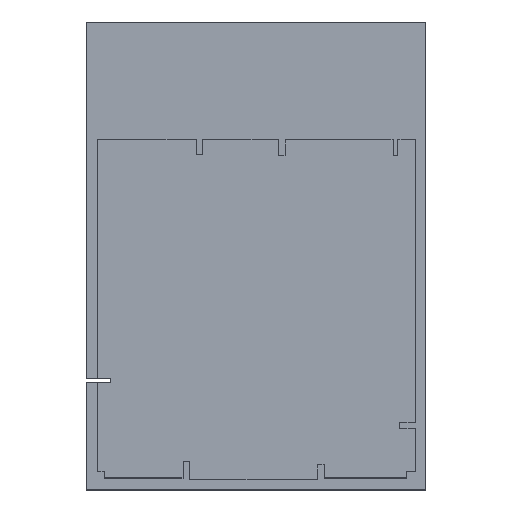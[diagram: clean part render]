
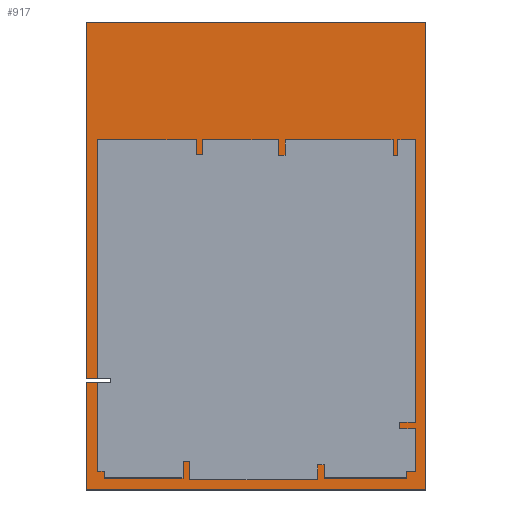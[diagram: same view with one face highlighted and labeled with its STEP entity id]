
A CAD part, top view. The second image highlights one B-rep face of the part: STEP entity #917.
In plain terms, the highlighted planar face has unit normal (0, 0, 1).
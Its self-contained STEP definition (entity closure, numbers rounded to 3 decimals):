
#25=FACE_OUTER_BOUND('',#73,.T.);
#73=EDGE_LOOP('',(#629,#630,#631,#632,#633,#634,#635,#636));
#113=LINE('',#1254,#245);
#117=LINE('',#1262,#249);
#120=LINE('',#1268,#252);
#123=LINE('',#1274,#255);
#126=LINE('',#1280,#258);
#129=LINE('',#1286,#261);
#132=LINE('',#1292,#264);
#135=LINE('',#1297,#267);
#245=VECTOR('',#1024,10.);
#249=VECTOR('',#1030,10.);
#252=VECTOR('',#1035,10.);
#255=VECTOR('',#1040,10.);
#258=VECTOR('',#1045,10.);
#261=VECTOR('',#1050,10.);
#264=VECTOR('',#1055,10.);
#267=VECTOR('',#1060,10.);
#377=VERTEX_POINT('',#1252);
#378=VERTEX_POINT('',#1253);
#381=VERTEX_POINT('',#1261);
#383=VERTEX_POINT('',#1267);
#385=VERTEX_POINT('',#1273);
#387=VERTEX_POINT('',#1279);
#389=VERTEX_POINT('',#1285);
#391=VERTEX_POINT('',#1291);
#465=EDGE_CURVE('',#377,#378,#113,.T.);
#469=EDGE_CURVE('',#381,#377,#117,.T.);
#472=EDGE_CURVE('',#383,#381,#120,.T.);
#475=EDGE_CURVE('',#385,#383,#123,.T.);
#478=EDGE_CURVE('',#387,#385,#126,.T.);
#481=EDGE_CURVE('',#389,#387,#129,.T.);
#484=EDGE_CURVE('',#391,#389,#132,.T.);
#487=EDGE_CURVE('',#378,#391,#135,.T.);
#629=ORIENTED_EDGE('',*,*,#487,.F.);
#630=ORIENTED_EDGE('',*,*,#465,.F.);
#631=ORIENTED_EDGE('',*,*,#469,.F.);
#632=ORIENTED_EDGE('',*,*,#472,.F.);
#633=ORIENTED_EDGE('',*,*,#475,.F.);
#634=ORIENTED_EDGE('',*,*,#478,.F.);
#635=ORIENTED_EDGE('',*,*,#481,.F.);
#636=ORIENTED_EDGE('',*,*,#484,.F.);
#869=PLANE('',#980);
#917=ADVANCED_FACE('',(#25),#869,.T.);
#980=AXIS2_PLACEMENT_3D('',#1299,#1062,#1063);
#1024=DIRECTION('',(1.,0.,0.));
#1030=DIRECTION('',(0.,1.,0.));
#1035=DIRECTION('',(-1.,0.,0.));
#1040=DIRECTION('',(0.,-1.,0.));
#1045=DIRECTION('',(1.,0.,0.));
#1050=DIRECTION('',(0.,1.,0.));
#1055=DIRECTION('',(-1.,0.,0.));
#1060=DIRECTION('',(0.,1.,0.));
#1062=DIRECTION('center_axis',(0.,0.,1.));
#1063=DIRECTION('ref_axis',(1.,0.,0.));
#1252=CARTESIAN_POINT('',(-5.152,-3.9,0.));
#1253=CARTESIAN_POINT('',(-4.4,-3.9,0.));
#1254=CARTESIAN_POINT('',(-5.3,-3.9,0.));
#1261=CARTESIAN_POINT('',(-5.152,-7.165,0.));
#1262=CARTESIAN_POINT('',(-5.152,-7.165,0.));
#1267=CARTESIAN_POINT('',(5.201,-7.165,0.));
#1268=CARTESIAN_POINT('',(5.201,-7.165,0.));
#1273=CARTESIAN_POINT('',(5.201,7.097,0.));
#1274=CARTESIAN_POINT('',(5.201,7.097,0.));
#1279=CARTESIAN_POINT('',(-5.152,7.097,0.));
#1280=CARTESIAN_POINT('',(-5.152,7.097,0.));
#1285=CARTESIAN_POINT('',(-5.152,-3.774,0.));
#1286=CARTESIAN_POINT('',(-5.152,-7.165,0.));
#1291=CARTESIAN_POINT('',(-4.4,-3.774,0.));
#1292=CARTESIAN_POINT('',(-4.4,-3.774,0.));
#1297=CARTESIAN_POINT('',(-4.4,-3.9,0.));
#1299=CARTESIAN_POINT('Origin',(0.025,-0.034,0.));
